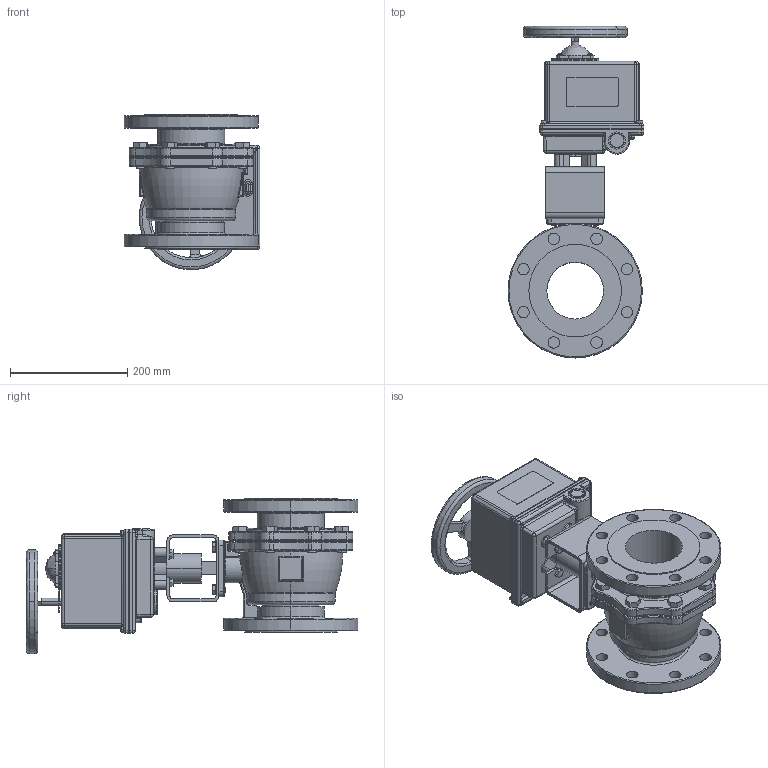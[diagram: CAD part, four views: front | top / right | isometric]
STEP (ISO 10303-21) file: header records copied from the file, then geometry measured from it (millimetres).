
FILE_DESCRIPTION (( 'STEP AP203' ), '1' );
FILE_NAME ('2000F-400_ER-15.STEP', '2018-01-05T18:01:47', ( '' ), ( '' ), 'SwSTEP 2.0', 'SolidWorks 2014', '' );
FILE_SCHEMA (( 'CONFIG_CONTROL_DESIGN' ));
Length unit declared in the file: inch
Products named in the file (1): 2000F-400_ER-15
Bounding box: 232.18 x 567.13 x 265.32 mm (x, y, z)
Surface area: 745339.1 mm2 (no closed solid volume)
Topology: 0 solids, 67 shells, 1069 faces, 3254 edges, 2173 vertices
Faces by surface type: cylinder 417, plane 289, bspline 175, torus 119, cone 65, sphere 4
Entity records: 49181 total; most frequent: CARTESIAN_POINT 21697, DIRECTION 5630, ORIENTED_EDGE 5428, EDGE_CURVE 3227, AXIS2_PLACEMENT_3D 2222, VERTEX_POINT 2173, CIRCLE 1327, VECTOR 1186
